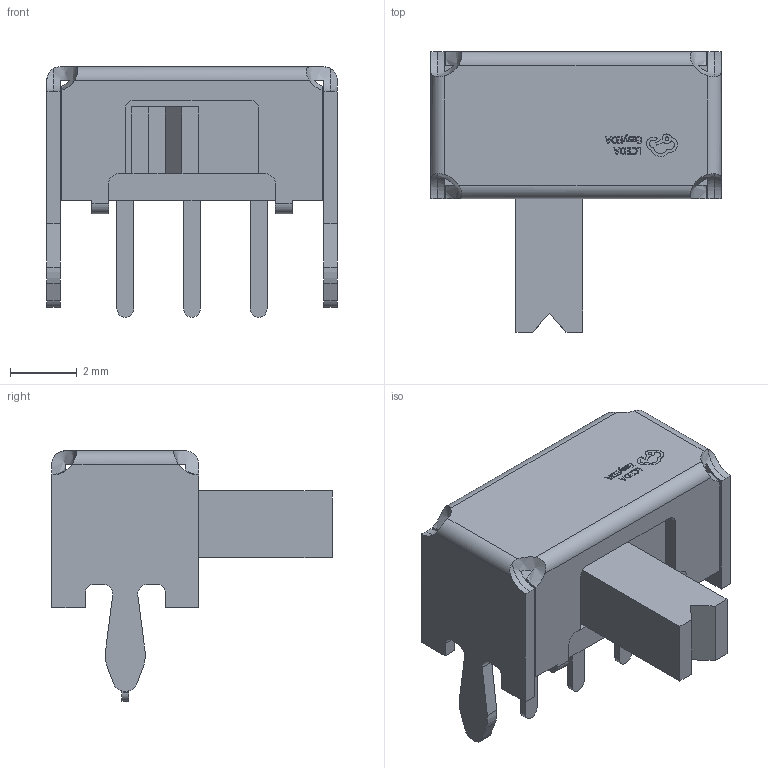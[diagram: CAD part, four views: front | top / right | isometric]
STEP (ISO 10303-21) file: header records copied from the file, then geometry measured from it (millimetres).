
FILE_DESCRIPTION (( 'STEP AP214' ), '1' );
FILE_NAME ('SW-TH_SK12D07VG3.STEP', '2023-05-12T01:27:55', ( '' ), ( '' ), 'SwSTEP 2.0', 'SolidWorks 2019', '' );
FILE_SCHEMA (( 'AUTOMOTIVE_DESIGN' ));
Length unit declared in the file: millimetre
Products named in the file (4): COMPOUND_2; SW-TH_SK12D07VG3; SW1
Assembly tree (3 placements, depth 4):
  SW-TH_SK12D07VG3
    SW1
      SW-TH_SK12D07VG3
        COMPOUND_2
Bounding box: 8.7 x 8.4 x 7.5 mm (x, y, z)
Volume: 160.8 mm3; surface area: 517.2 mm2
Topology: 16 solids, 16 shells, 450 faces, 1191 edges, 783 vertices
Faces by surface type: plane 283, bspline 120, cylinder 47
Entity records: 20464 total; most frequent: CARTESIAN_POINT 4844, ORIENTED_EDGE 2382, DIRECTION 1717, EDGE_CURVE 1191, VECTOR 829, LINE 829, VERTEX_POINT 783, EDGE_LOOP 476
